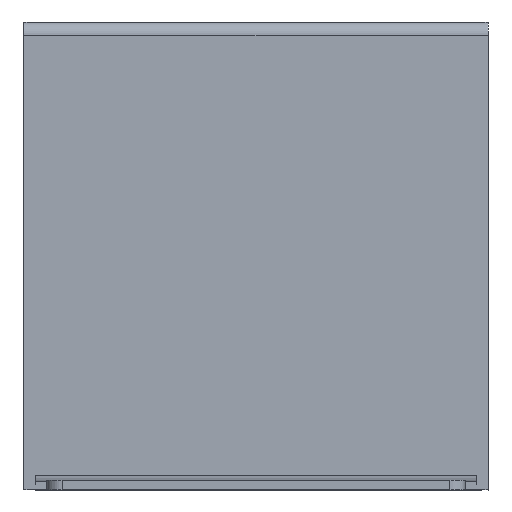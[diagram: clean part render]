
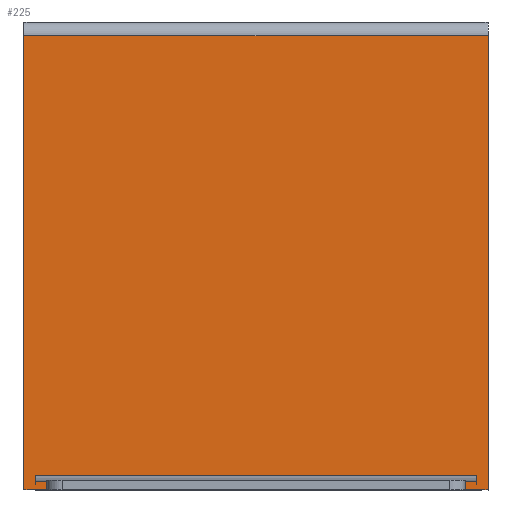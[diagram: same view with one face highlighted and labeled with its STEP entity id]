
A CAD part, front view. The second image highlights one B-rep face of the part: STEP entity #225.
In plain terms, the highlighted planar face has unit normal (0, -1, 0).
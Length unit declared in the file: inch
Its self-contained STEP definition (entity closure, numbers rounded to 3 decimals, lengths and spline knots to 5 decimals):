
#174 = FACE_OUTER_BOUND ( 'NONE', #1641, .T. ) ;
#212 = ORIENTED_EDGE ( 'NONE', *, *, #1619, .T. ) ;
#225 = ADVANCED_FACE ( 'NONE', ( #174 ), #670, .T. ) ;
#237 = DIRECTION ( 'NONE',  ( -1., 0., 0. ) ) ;
#260 = CARTESIAN_POINT ( 'NONE',  ( 0.92188, -0.72635, 0.80777 ) ) ;
#281 = CARTESIAN_POINT ( 'NONE',  ( 0.84688, -0.72635, 0.90497 ) ) ;
#564 = AXIS2_PLACEMENT_3D ( 'NONE', #5429, #4890, #5499 ) ;
#591 = VERTEX_POINT ( 'NONE', #5098 ) ;
#670 = PLANE ( 'NONE',  #564 ) ;
#686 = CARTESIAN_POINT ( 'NONE',  ( -1.96312, -0.72635, 0.80777 ) ) ;
#777 = VERTEX_POINT ( 'NONE', #5625 ) ;
#792 = DIRECTION ( 'NONE',  ( 0., 0., -1. ) ) ;
#841 = CARTESIAN_POINT ( 'NONE',  ( 0.84688, -0.72635, 3.77777 ) ) ;
#958 = VECTOR ( 'NONE', #1073, 39.37008 ) ;
#1060 = LINE ( 'NONE', #841, #6326 ) ;
#1067 = VECTOR ( 'NONE', #237, 39.37008 ) ;
#1073 = DIRECTION ( 'NONE',  ( 0., 0., 1. ) ) ;
#1136 = EDGE_CURVE ( 'NONE', #3357, #4998, #5379, .T. ) ;
#1140 = VERTEX_POINT ( 'NONE', #3384 ) ;
#1400 = LINE ( 'NONE', #2611, #6832 ) ;
#1435 = VECTOR ( 'NONE', #6026, 39.37008 ) ;
#1587 = DIRECTION ( 'NONE',  ( 0., 0., 1. ) ) ;
#1619 = EDGE_CURVE ( 'NONE', #4998, #1140, #6158, .T. ) ;
#1635 = ORIENTED_EDGE ( 'NONE', *, *, #3117, .F. ) ;
#1641 = EDGE_LOOP ( 'NONE', ( #6049, #2220, #1643, #212, #1635, #4254, #2088, #2302, #5775, #3694, #3107, #5798 ) ) ;
#1643 = ORIENTED_EDGE ( 'NONE', *, *, #1136, .T. ) ;
#1726 = DIRECTION ( 'NONE',  ( -1., 0., 0. ) ) ;
#1760 = VERTEX_POINT ( 'NONE', #4850 ) ;
#1779 = EDGE_CURVE ( 'NONE', #4399, #591, #1060, .T. ) ;
#1866 = VERTEX_POINT ( 'NONE', #4062 ) ;
#1960 = DIRECTION ( 'NONE',  ( -1., 0., 0. ) ) ;
#2053 = DIRECTION ( 'NONE',  ( 0., 0., -1. ) ) ;
#2088 = ORIENTED_EDGE ( 'NONE', *, *, #1779, .T. ) ;
#2113 = LINE ( 'NONE', #6692, #3246 ) ;
#2200 = VERTEX_POINT ( 'NONE', #5929 ) ;
#2220 = ORIENTED_EDGE ( 'NONE', *, *, #2893, .F. ) ;
#2300 = DIRECTION ( 'NONE',  ( 1., 0., 0. ) ) ;
#2302 = ORIENTED_EDGE ( 'NONE', *, *, #5481, .T. ) ;
#2609 = CARTESIAN_POINT ( 'NONE',  ( 0.77188, -0.72635, 0.87027 ) ) ;
#2611 = CARTESIAN_POINT ( 'NONE',  ( 0.84688, -0.72635, 0.86014 ) ) ;
#2841 = CARTESIAN_POINT ( 'NONE',  ( 0.84688, -0.72635, 0.86014 ) ) ;
#2893 = EDGE_CURVE ( 'NONE', #3357, #1760, #4607, .T. ) ;
#2925 = EDGE_CURVE ( 'NONE', #4891, #1760, #4524, .T. ) ;
#2940 = CARTESIAN_POINT ( 'NONE',  ( -1.96312, -0.72635, 0.80777 ) ) ;
#2955 = LINE ( 'NONE', #6724, #5578 ) ;
#3107 = ORIENTED_EDGE ( 'NONE', *, *, #6296, .T. ) ;
#3117 = EDGE_CURVE ( 'NONE', #2200, #1140, #2955, .T. ) ;
#3246 = VECTOR ( 'NONE', #4069, 39.37008 ) ;
#3357 = VERTEX_POINT ( 'NONE', #2940 ) ;
#3384 = CARTESIAN_POINT ( 'NONE',  ( -2.03812, -0.72635, 0.86014 ) ) ;
#3462 = VECTOR ( 'NONE', #4147, 39.37008 ) ;
#3487 = EDGE_CURVE ( 'NONE', #777, #4891, #2113, .T. ) ;
#3511 = LINE ( 'NONE', #2609, #6469 ) ;
#3694 = ORIENTED_EDGE ( 'NONE', *, *, #5617, .F. ) ;
#3699 = CARTESIAN_POINT ( 'NONE',  ( -2.11312, -0.72635, 3.77777 ) ) ;
#3923 = LINE ( 'NONE', #4226, #958 ) ;
#4062 = CARTESIAN_POINT ( 'NONE',  ( 0.77188, -0.72635, 0.86014 ) ) ;
#4069 = DIRECTION ( 'NONE',  ( -1., 0., 0. ) ) ;
#4093 = CARTESIAN_POINT ( 'NONE',  ( -2.11312, -0.72635, 0.80777 ) ) ;
#4147 = DIRECTION ( 'NONE',  ( 0., 0., -1. ) ) ;
#4197 = VERTEX_POINT ( 'NONE', #5892 ) ;
#4226 = CARTESIAN_POINT ( 'NONE',  ( 0.92188, -0.72635, 0.80777 ) ) ;
#4254 = ORIENTED_EDGE ( 'NONE', *, *, #6732, .T. ) ;
#4337 = CARTESIAN_POINT ( 'NONE',  ( 0.84688, -0.72635, 0.90497 ) ) ;
#4399 = VERTEX_POINT ( 'NONE', #4337 ) ;
#4423 = VERTEX_POINT ( 'NONE', #260 ) ;
#4520 = LINE ( 'NONE', #5524, #1067 ) ;
#4524 = LINE ( 'NONE', #4093, #3462 ) ;
#4540 = VECTOR ( 'NONE', #2300, 39.37008 ) ;
#4607 = LINE ( 'NONE', #5122, #6830 ) ;
#4850 = CARTESIAN_POINT ( 'NONE',  ( -2.11312, -0.72635, 0.80777 ) ) ;
#4890 = DIRECTION ( 'NONE',  ( 0., -1., 0. ) ) ;
#4891 = VERTEX_POINT ( 'NONE', #3699 ) ;
#4998 = VERTEX_POINT ( 'NONE', #5887 ) ;
#5098 = CARTESIAN_POINT ( 'NONE',  ( 0.84688, -0.72635, 0.86014 ) ) ;
#5122 = CARTESIAN_POINT ( 'NONE',  ( 0.84688, -0.72635, 0.80777 ) ) ;
#5281 = DIRECTION ( 'NONE',  ( -1., 0., 0. ) ) ;
#5333 = VECTOR ( 'NONE', #1726, 39.37008 ) ;
#5379 = LINE ( 'NONE', #686, #1435 ) ;
#5429 = CARTESIAN_POINT ( 'NONE',  ( 0.84688, -0.72635, 0.80777 ) ) ;
#5481 = EDGE_CURVE ( 'NONE', #591, #1866, #1400, .T. ) ;
#5499 = DIRECTION ( 'NONE',  ( 0., 0., -1. ) ) ;
#5524 = CARTESIAN_POINT ( 'NONE',  ( 0.84688, -0.72635, 0.80777 ) ) ;
#5578 = VECTOR ( 'NONE', #2053, 39.37008 ) ;
#5617 = EDGE_CURVE ( 'NONE', #4423, #4197, #4520, .T. ) ;
#5625 = CARTESIAN_POINT ( 'NONE',  ( 0.92188, -0.72635, 3.77777 ) ) ;
#5775 = ORIENTED_EDGE ( 'NONE', *, *, #6352, .F. ) ;
#5798 = ORIENTED_EDGE ( 'NONE', *, *, #3487, .T. ) ;
#5887 = CARTESIAN_POINT ( 'NONE',  ( -1.96312, -0.72635, 0.86014 ) ) ;
#5892 = CARTESIAN_POINT ( 'NONE',  ( 0.77188, -0.72635, 0.80777 ) ) ;
#5929 = CARTESIAN_POINT ( 'NONE',  ( -2.03812, -0.72635, 0.90497 ) ) ;
#6026 = DIRECTION ( 'NONE',  ( 0., 0., 1. ) ) ;
#6049 = ORIENTED_EDGE ( 'NONE', *, *, #2925, .T. ) ;
#6158 = LINE ( 'NONE', #2841, #5333 ) ;
#6296 = EDGE_CURVE ( 'NONE', #4423, #777, #3923, .T. ) ;
#6326 = VECTOR ( 'NONE', #792, 39.37008 ) ;
#6352 = EDGE_CURVE ( 'NONE', #4197, #1866, #3511, .T. ) ;
#6444 = LINE ( 'NONE', #281, #4540 ) ;
#6469 = VECTOR ( 'NONE', #1587, 39.37008 ) ;
#6692 = CARTESIAN_POINT ( 'NONE',  ( 0.84688, -0.72635, 3.77777 ) ) ;
#6724 = CARTESIAN_POINT ( 'NONE',  ( -2.03812, -0.72635, 3.77777 ) ) ;
#6732 = EDGE_CURVE ( 'NONE', #2200, #4399, #6444, .T. ) ;
#6830 = VECTOR ( 'NONE', #1960, 39.37008 ) ;
#6832 = VECTOR ( 'NONE', #5281, 39.37008 ) ;
